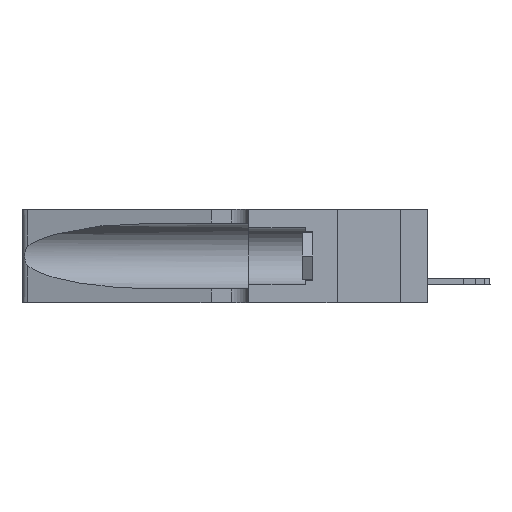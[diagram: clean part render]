
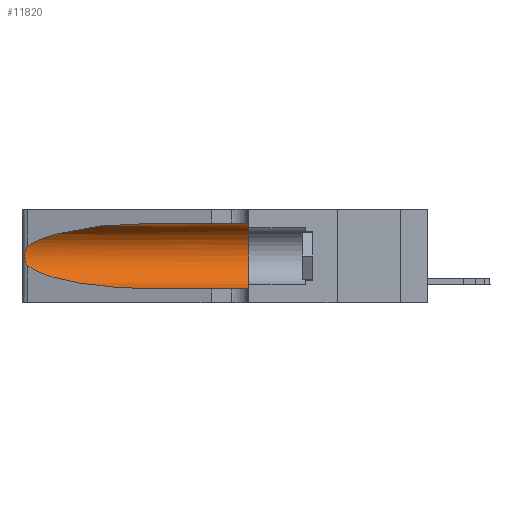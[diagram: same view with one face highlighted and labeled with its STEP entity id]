
A CAD part, left-side view. The second image highlights one B-rep face of the part: STEP entity #11820.
In plain terms, the highlighted cylindrical face has radius 3.308 mm (diameter 6.617 mm), a partial arc.
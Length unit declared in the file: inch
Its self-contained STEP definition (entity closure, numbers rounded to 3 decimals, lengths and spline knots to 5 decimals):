
#203 = CARTESIAN_POINT ( 'NONE',  ( 0.26017, 1.23833, 0.17102 ) ) ;
#827 = EDGE_CURVE ( 'NONE', #4228, #7612, #12491, .T. ) ;
#1698 = VERTEX_POINT ( 'NONE', #6264 ) ;
#1887 = VECTOR ( 'NONE', #2964, 39.37008 ) ;
#2258 = CARTESIAN_POINT ( 'NONE',  ( 0.25487, 1.22718, 0.22369 ) ) ;
#2964 = DIRECTION ( 'NONE',  ( 0., -1., 0. ) ) ;
#3720 = CARTESIAN_POINT ( 'NONE',  ( 0.25856, 1.23593, 0.16098 ) ) ;
#4128 = DIRECTION ( 'NONE',  ( 0., 0., 1. ) ) ;
#4228 = VERTEX_POINT ( 'NONE', #9073 ) ;
#5585 = CARTESIAN_POINT ( 'NONE',  ( 0.25487, 1.22718, 0.14631 ) ) ;
#6264 = CARTESIAN_POINT ( 'NONE',  ( 0.1305, 0.35, 0.05475 ) ) ;
#6345 = ORIENTED_EDGE ( 'NONE', *, *, #22069, .F. ) ;
#6815 = VECTOR ( 'NONE', #11188, 39.37008 ) ;
#6816 = AXIS2_PLACEMENT_3D ( 'NONE', #21232, #18332, #20193 ) ;
#7141 = CARTESIAN_POINT ( 'NONE',  ( 0.25487, 1.22718, 0.14631 ) ) ;
#7173 = CARTESIAN_POINT ( 'NONE',  ( 0.25789, 1.23486, 0.15765 ) ) ;
#7320 = CARTESIAN_POINT ( 'NONE',  ( 0.26018, 1.23835, 0.19895 ) ) ;
#7354 = CARTESIAN_POINT ( 'NONE',  ( 0.18966, 0.96281, 0.05475 ) ) ;
#7565 = EDGE_CURVE ( 'NONE', #21242, #10584, #7935, .T. ) ;
#7612 = VERTEX_POINT ( 'NONE', #9575 ) ;
#7935 =( BOUNDED_CURVE ( )  B_SPLINE_CURVE ( 3, ( #5585, #18037, #7354, #9122 ),
 .UNSPECIFIED., .F., .T. ) 
 B_SPLINE_CURVE_WITH_KNOTS ( ( 4, 4 ),
 ( 3.44316, 4.71239 ),
 .UNSPECIFIED. ) 
 CURVE ( )  GEOMETRIC_REPRESENTATION_ITEM ( )  RATIONAL_B_SPLINE_CURVE ( ( 1., 0.87, 0.87, 1. ) ) 
 REPRESENTATION_ITEM ( '' )  );
#9073 = CARTESIAN_POINT ( 'NONE',  ( 0.1305, 0.72297, 0.31525 ) ) ;
#9121 = CIRCLE ( 'NONE', #10587, 0.13025 ) ;
#9122 = CARTESIAN_POINT ( 'NONE',  ( 0.1305, 0.72297, 0.05475 ) ) ;
#9240 = CARTESIAN_POINT ( 'NONE',  ( 0.25854, 1.2359, 0.20912 ) ) ;
#9575 = CARTESIAN_POINT ( 'NONE',  ( 0.25487, 1.22718, 0.22369 ) ) ;
#10236 = CARTESIAN_POINT ( 'NONE',  ( 0.1305, 0.72297, 0.05475 ) ) ;
#10584 = VERTEX_POINT ( 'NONE', #10236 ) ;
#10587 = AXIS2_PLACEMENT_3D ( 'NONE', #11185, #14875, #4128 ) ;
#10705 = CARTESIAN_POINT ( 'NONE',  ( 0.26075, 1.23896, 0.178 ) ) ;
#10860 = CARTESIAN_POINT ( 'NONE',  ( 0.25487, 1.22718, 0.14631 ) ) ;
#10932 = CYLINDRICAL_SURFACE ( 'NONE', #6816, 0.13025 ) ;
#11185 = CARTESIAN_POINT ( 'NONE',  ( 0.1305, 0.35, 0.185 ) ) ;
#11188 = DIRECTION ( 'NONE',  ( 0., -1., 0. ) ) ;
#11218 = VERTEX_POINT ( 'NONE', #20558 ) ;
#11331 = CARTESIAN_POINT ( 'NONE',  ( 0.18966, 0.96281, 0.31525 ) ) ;
#11820 = ADVANCED_FACE ( 'NONE', ( #20257 ), #10932, .F. ) ;
#12425 = ORIENTED_EDGE ( 'NONE', *, *, #7565, .T. ) ;
#12491 =( BOUNDED_CURVE ( )  B_SPLINE_CURVE ( 3, ( #13051, #11331, #18248, #2258 ),
 .UNSPECIFIED., .F., .T. ) 
 B_SPLINE_CURVE_WITH_KNOTS ( ( 4, 4 ),
 ( 1.5708, 2.84003 ),
 .UNSPECIFIED. ) 
 CURVE ( )  GEOMETRIC_REPRESENTATION_ITEM ( )  RATIONAL_B_SPLINE_CURVE ( ( 1., 0.87, 0.87, 1. ) ) 
 REPRESENTATION_ITEM ( '' )  );
#12667 = CARTESIAN_POINT ( 'NONE',  ( 0.26075, 1.23896, 0.19203 ) ) ;
#12736 = CARTESIAN_POINT ( 'NONE',  ( 0.25787, 1.23484, 0.2124 ) ) ;
#12810 = CARTESIAN_POINT ( 'NONE',  ( 0.25639, 1.23184, 0.21858 ) ) ;
#13051 = CARTESIAN_POINT ( 'NONE',  ( 0.1305, 0.72297, 0.31525 ) ) ;
#14303 = EDGE_LOOP ( 'NONE', ( #18871, #15236, #12425, #22417, #22497, #6345 ) ) ;
#14311 = LINE ( 'NONE', #20989, #1887 ) ;
#14507 = B_SPLINE_CURVE_WITH_KNOTS ( 'NONE', 3,
 ( #17783, #19605, #12810, #12736, #9240, #7320, #12667, #10705, #203, #3720, #7173, #21653, #19844, #10860 ),
 .UNSPECIFIED., .F., .F.,
 ( 4, 2, 2, 2, 2, 2, 4 ),
 ( 0., 0.00027, 0.00053, 0.00107, 0.0016, 0.00187, 0.00214 ),
 .UNSPECIFIED. ) ;
#14715 = CARTESIAN_POINT ( 'NONE',  ( 0.1305, 1.61858, 0.31525 ) ) ;
#14875 = DIRECTION ( 'NONE',  ( 0., 1., 0. ) ) ;
#15236 = ORIENTED_EDGE ( 'NONE', *, *, #16362, .T. ) ;
#16362 = EDGE_CURVE ( 'NONE', #7612, #21242, #14507, .T. ) ;
#17783 = CARTESIAN_POINT ( 'NONE',  ( 0.25487, 1.22718, 0.22369 ) ) ;
#18037 = CARTESIAN_POINT ( 'NONE',  ( 0.2373, 1.15595, 0.08982 ) ) ;
#18248 = CARTESIAN_POINT ( 'NONE',  ( 0.2373, 1.15595, 0.28018 ) ) ;
#18332 = DIRECTION ( 'NONE',  ( 0., -1., 0. ) ) ;
#18871 = ORIENTED_EDGE ( 'NONE', *, *, #827, .T. ) ;
#19173 = EDGE_CURVE ( 'NONE', #11218, #1698, #9121, .T. ) ;
#19605 = CARTESIAN_POINT ( 'NONE',  ( 0.25555, 1.22994, 0.2215 ) ) ;
#19686 = LINE ( 'NONE', #14715, #6815 ) ;
#19844 = CARTESIAN_POINT ( 'NONE',  ( 0.25555, 1.22993, 0.14849 ) ) ;
#20193 = DIRECTION ( 'NONE',  ( 0., 0., -1. ) ) ;
#20257 = FACE_OUTER_BOUND ( 'NONE', #14303, .T. ) ;
#20558 = CARTESIAN_POINT ( 'NONE',  ( 0.1305, 0.35, 0.31525 ) ) ;
#20989 = CARTESIAN_POINT ( 'NONE',  ( 0.1305, 1.61858, 0.05475 ) ) ;
#21232 = CARTESIAN_POINT ( 'NONE',  ( 0.1305, 1.61858, 0.185 ) ) ;
#21242 = VERTEX_POINT ( 'NONE', #7141 ) ;
#21653 = CARTESIAN_POINT ( 'NONE',  ( 0.25639, 1.23186, 0.15144 ) ) ;
#22069 = EDGE_CURVE ( 'NONE', #4228, #11218, #19686, .T. ) ;
#22347 = EDGE_CURVE ( 'NONE', #10584, #1698, #14311, .T. ) ;
#22417 = ORIENTED_EDGE ( 'NONE', *, *, #22347, .T. ) ;
#22497 = ORIENTED_EDGE ( 'NONE', *, *, #19173, .F. ) ;
